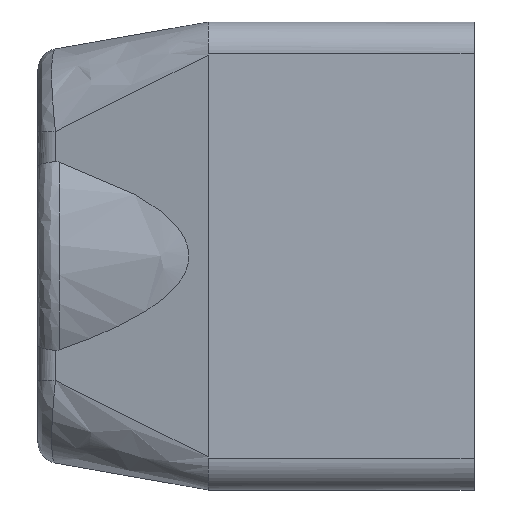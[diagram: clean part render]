
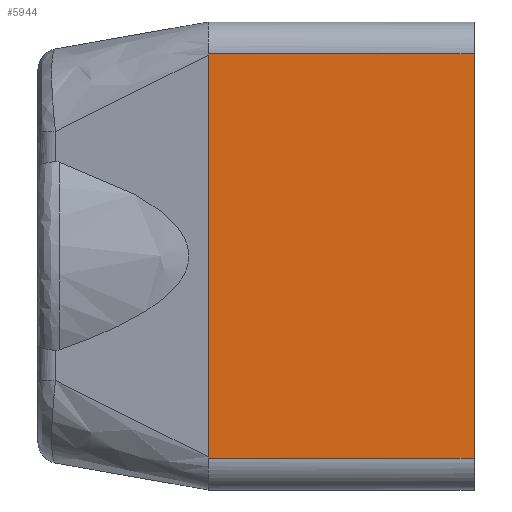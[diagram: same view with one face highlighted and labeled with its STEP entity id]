
A CAD part, left-side view. The second image highlights one B-rep face of the part: STEP entity #5944.
In plain terms, the highlighted free-form (B-spline) face has degree [1, 1] with [2, 2] control points.
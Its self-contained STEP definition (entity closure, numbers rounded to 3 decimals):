
#3419=CARTESIAN_POINT('V215',(-19.5,25.0,19.0));
#3420=VERTEX_POINT('V215',#3419);
#3429=CARTESIAN_POINT('V216',(-19.5,0.0,19.0));
#3430=VERTEX_POINT('V216',#3429);
#3431=CARTESIAN_POINT('E316',(-19.5,0.0,19.0));
#3432=CARTESIAN_POINT('E316',(-19.5,25.0,19.0));
#3433=B_SPLINE_CURVE_WITH_KNOTS('E316',1,(#3431,#3432),
   .POLYLINE_FORM.,.F.,.U.,(2,2),(2.0,7.305),
   .UNSPECIFIED.);
#3434=EDGE_CURVE('E316',#3430,#3420,#3433,.T.);
#5887=CARTESIAN_POINT('V214',(-19.5,25.0,
   18.887));
#5888=VERTEX_POINT('V214',#5887);
#5894=CARTESIAN_POINT('E313',(-19.5,24.995,
   19.0));
#5895=CARTESIAN_POINT('E313',(-19.5,24.988,
   18.962));
#5896=CARTESIAN_POINT('E313',(-19.5,25.0,
   18.924));
#5897=CARTESIAN_POINT('E313',(-19.5,25.0,
   18.887));
#5898=B_SPLINE_CURVE_WITH_KNOTS('E313',3,(#5894,#5895,#5896,#5897),
   .UNSPECIFIED.,.F.,.U.,(4,4),(0.0,0.),
   .UNSPECIFIED.);
#5899=EDGE_CURVE('E313',#3420,#5888,#5898,.T.);
#5907=CARTESIAN_POINT('F133',(-19.5,0.0,-22.0));
#5908=CARTESIAN_POINT('F133',(-19.5,0.0,22.0));
#5909=CARTESIAN_POINT('F133',(-19.5,26.25,
   -22.0));
#5910=CARTESIAN_POINT('F133',(-19.5,26.25,
   22.0));
#5911=B_SPLINE_SURFACE_WITH_KNOTS('F133',1,1,((#5907,#5909),(
   #5908,#5910)),.PLANE_SURF.,.F.,.F.,.U.,(2,2),(2,2),(0.0,
   1.76),(0.0,1.05),.UNSPECIFIED.);
#5912=ORIENTED_EDGE('E313',*,*,#5899,.T.);
#5913=CARTESIAN_POINT('V230',(-19.5,25.0,
   -18.887));
#5914=VERTEX_POINT('V230',#5913);
#5915=CARTESIAN_POINT('E359',(-19.5,25.0,
   18.887));
#5916=CARTESIAN_POINT('E359',(-19.5,25.0,
   -18.887));
#5917=B_SPLINE_CURVE_WITH_KNOTS('E359',1,(#5915,#5916),
   .POLYLINE_FORM.,.F.,.U.,(2,2),(0.192,
   2.517),.UNSPECIFIED.);
#5918=EDGE_CURVE('E359',#5888,#5914,#5917,.T.);
#5919=ORIENTED_EDGE('E359',*,*,#5918,.T.);
#5920=CARTESIAN_POINT('V229',(-19.5,25.0,-19.0));
#5921=VERTEX_POINT('V229',#5920);
#5922=CARTESIAN_POINT('E331',(-19.5,25.0,
   -18.887));
#5923=CARTESIAN_POINT('E331',(-19.5,25.0,
   -18.924));
#5924=CARTESIAN_POINT('E331',(-19.5,24.988,
   -18.962));
#5925=CARTESIAN_POINT('E331',(-19.5,24.995,
   -19.0));
#5926=B_SPLINE_CURVE_WITH_KNOTS('E331',3,(#5922,#5923,#5924,#5925),
   .UNSPECIFIED.,.F.,.U.,(4,4),(0.0,0.),
   .UNSPECIFIED.);
#5927=EDGE_CURVE('E331',#5914,#5921,#5926,.T.);
#5928=ORIENTED_EDGE('E331',*,*,#5927,.T.);
#5929=CARTESIAN_POINT('V232',(-19.5,0.0,-19.0));
#5930=VERTEX_POINT('V232',#5929);
#5931=CARTESIAN_POINT('E335',(-19.5,25.0,-19.0));
#5932=CARTESIAN_POINT('E335',(-19.5,0.0,-19.0));
#5933=B_SPLINE_CURVE_WITH_KNOTS('E335',1,(#5931,#5932),
   .POLYLINE_FORM.,.F.,.U.,(2,2),(2.0,7.305),
   .UNSPECIFIED.);
#5934=EDGE_CURVE('E335',#5921,#5930,#5933,.T.);
#5935=ORIENTED_EDGE('E335',*,*,#5934,.T.);
#5936=CARTESIAN_POINT('E360',(-19.5,0.0,-19.0));
#5937=CARTESIAN_POINT('E360',(-19.5,0.0,19.0));
#5938=B_SPLINE_CURVE_WITH_KNOTS('E360',1,(#5936,#5937),
   .POLYLINE_FORM.,.F.,.U.,(2,2),(0.12,
   1.64),.UNSPECIFIED.);
#5939=EDGE_CURVE('E360',#5930,#3430,#5938,.T.);
#5940=ORIENTED_EDGE('E360',*,*,#5939,.T.);
#5941=ORIENTED_EDGE('E316',*,*,#3434,.T.);
#5942=EDGE_LOOP('F133',(#5912,#5919,#5928,#5935,#5940,#5941));
#5943=FACE_OUTER_BOUND('F133',#5942,.T.);
#5944=ADVANCED_FACE('F133',(#5943),#5911,.T.);
